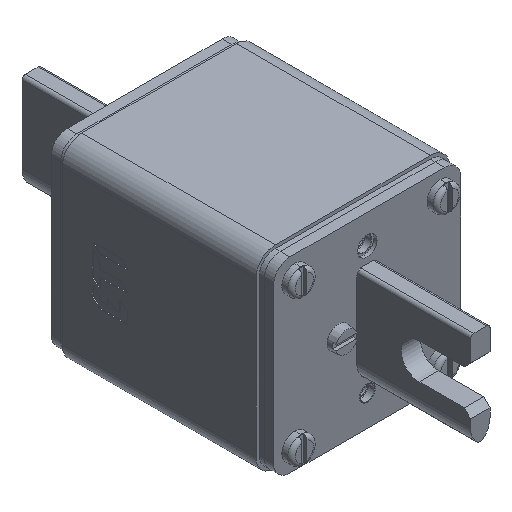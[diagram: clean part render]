
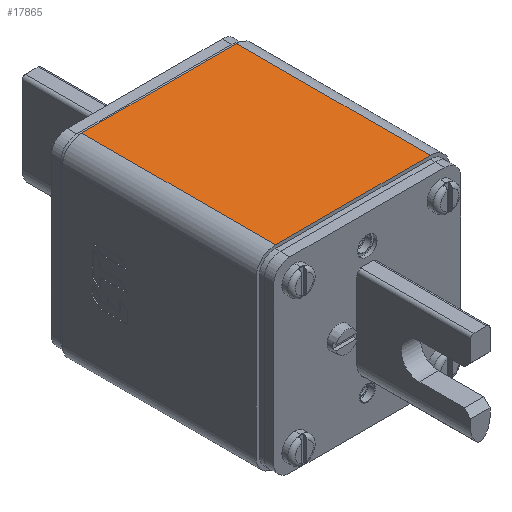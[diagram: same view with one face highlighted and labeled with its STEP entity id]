
A CAD part, isometric view. The second image highlights one B-rep face of the part: STEP entity #17865.
In plain terms, the highlighted face is planar.
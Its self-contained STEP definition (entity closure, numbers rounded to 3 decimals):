
#16207=DIRECTION('',(0.,0.,1.));
#16208=VECTOR('',#16207,60.);
#16209=CARTESIAN_POINT('',(30.,24.,-30.));
#16210=LINE('',#16209,#16208);
#16221=DIRECTION('',(0.,-1.,0.));
#16222=VECTOR('',#16221,48.);
#16223=CARTESIAN_POINT('',(30.,24.,-30.));
#16224=LINE('',#16223,#16222);
#16235=DIRECTION('',(0.,0.,-1.));
#16236=VECTOR('',#16235,60.);
#16237=CARTESIAN_POINT('',(30.,-24.,30.));
#16238=LINE('',#16237,#16236);
#16594=DIRECTION('',(0.,-1.,0.));
#16595=VECTOR('',#16594,48.);
#16596=CARTESIAN_POINT('',(30.,24.,30.));
#16597=LINE('',#16596,#16595);
#17543=CARTESIAN_POINT('',(30.,24.,-30.));
#17545=VERTEX_POINT('',#17543);
#17557=CARTESIAN_POINT('',(30.,-24.,-30.));
#17558=VERTEX_POINT('',#17557);
#17559=CARTESIAN_POINT('',(30.,24.,30.));
#17560=VERTEX_POINT('',#17559);
#17563=CARTESIAN_POINT('',(30.,-24.,30.));
#17564=VERTEX_POINT('',#17563);
#17852=CARTESIAN_POINT('',(30.,-30.,-30.));
#17853=DIRECTION('',(1.,0.,0.));
#17854=DIRECTION('',(0.,1.,0.));
#17855=AXIS2_PLACEMENT_3D('',#17852,#17853,#17854);
#17856=PLANE('',#17855);
#17857=ORIENTED_EDGE('',*,*,#17843,.F.);
#17858=ORIENTED_EDGE('',*,*,#17822,.T.);
#17860=ORIENTED_EDGE('',*,*,#17859,.F.);
#17862=ORIENTED_EDGE('',*,*,#17861,.F.);
#17863=EDGE_LOOP('',(#17857,#17858,#17860,#17862));
#17864=FACE_OUTER_BOUND('',#17863,.F.);
#17822=EDGE_CURVE('',#17545,#17558,#16224,.T.);
#17843=EDGE_CURVE('',#17545,#17560,#16210,.T.);
#17859=EDGE_CURVE('',#17564,#17558,#16238,.T.);
#17861=EDGE_CURVE('',#17560,#17564,#16597,.T.);
#17865=ADVANCED_FACE('',(#17864),#17856,.T.);
